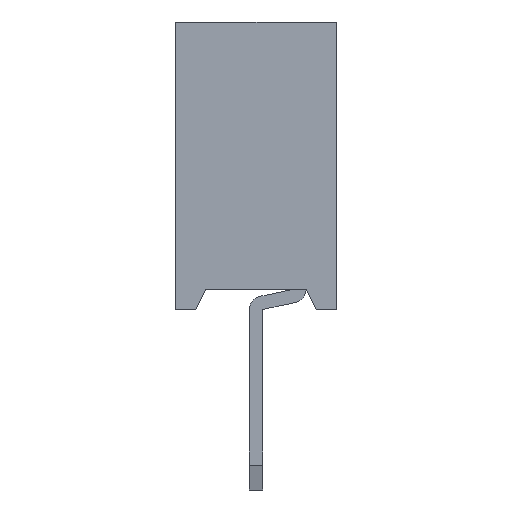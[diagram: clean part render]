
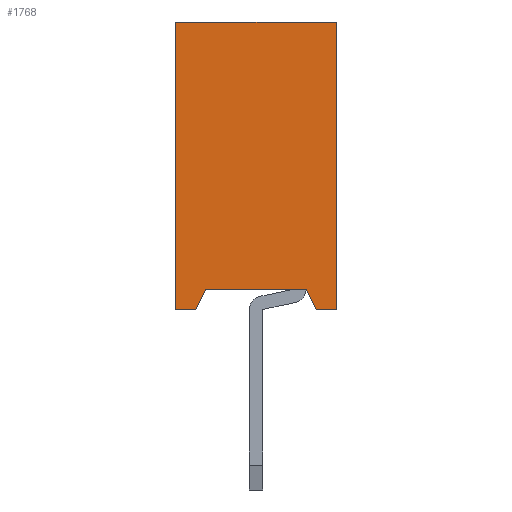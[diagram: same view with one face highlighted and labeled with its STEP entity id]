
A CAD part, left-side view. The second image highlights one B-rep face of the part: STEP entity #1768.
In plain terms, the highlighted planar face has unit normal (-1, 0, 0).
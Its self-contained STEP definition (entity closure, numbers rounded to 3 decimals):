
#1768=ADVANCED_FACE('',(#11966),#11968,.T.);
#11966=FACE_BOUND('',#11967,.T.);
#11967=EDGE_LOOP('',(#19601,#19602,#19603,#19604,#19605,#19606,#19607,#19608));
#11968=PLANE('',#11969);
#11969=AXIS2_PLACEMENT_3D('',#11970,#11971,#11972);
#11970=CARTESIAN_POINT('',(-1.,1.2,0.));
#11971=DIRECTION('',(-1.,0.,0.));
#11972=DIRECTION('',(0.,-1.,0.));
#19601=ORIENTED_EDGE('',*,*,#25406,.T.);
#19602=ORIENTED_EDGE('',*,*,#25111,.T.);
#19603=ORIENTED_EDGE('',*,*,#25407,.T.);
#19604=ORIENTED_EDGE('',*,*,#25408,.T.);
#19605=ORIENTED_EDGE('',*,*,#25409,.T.);
#19606=ORIENTED_EDGE('',*,*,#25410,.F.);
#19607=ORIENTED_EDGE('',*,*,#25411,.F.);
#19608=ORIENTED_EDGE('',*,*,#25373,.T.);
#25111=EDGE_CURVE('',#28244,#28242,#28245,.T.);
#25373=EDGE_CURVE('',#28746,#28744,#28747,.T.);
#25406=EDGE_CURVE('',#28744,#28244,#28786,.F.);
#25407=EDGE_CURVE('',#28242,#28787,#28788,.F.);
#25408=EDGE_CURVE('',#28787,#28789,#28790,.T.);
#25409=EDGE_CURVE('',#28789,#28791,#28792,.T.);
#25410=EDGE_CURVE('',#28793,#28791,#28794,.T.);
#25411=EDGE_CURVE('',#28746,#28793,#28795,.T.);
#28242=VERTEX_POINT('',#33474);
#28244=VERTEX_POINT('',#33478);
#28245=LINE('',#33479,#33480);
#28744=VERTEX_POINT('',#34500);
#28746=VERTEX_POINT('',#34504);
#28747=LINE('',#34505,#34506);
#28786=LINE('',#34610,#34611);
#28787=VERTEX_POINT('',#34613);
#28788=LINE('',#34614,#34615);
#28789=VERTEX_POINT('',#34617);
#28790=LINE('',#34618,#34619);
#28791=VERTEX_POINT('',#34621);
#28792=LINE('',#34622,#34623);
#28793=VERTEX_POINT('',#34625);
#28794=LINE('',#34626,#34627);
#28795=LINE('',#34629,#34630);
#33474=CARTESIAN_POINT('',(-1.,-0.75,0.3));
#33478=CARTESIAN_POINT('',(-1.,0.75,0.3));
#33479=CARTESIAN_POINT('',(-1.,0.75,0.3));
#33480=VECTOR('',#33481,1.);
#33481=DIRECTION('',(0.,-1.,0.));
#34500=CARTESIAN_POINT('',(-1.,0.9,0.));
#34504=CARTESIAN_POINT('',(-1.,1.2,0.));
#34505=CARTESIAN_POINT('',(-1.,1.2,0.));
#34506=VECTOR('',#34507,1.);
#34507=DIRECTION('',(0.,-1.,0.));
#34610=CARTESIAN_POINT('',(-1.,0.75,0.3));
#34611=VECTOR('',#34612,1.);
#34612=DIRECTION('',(0.,0.447,-0.894));
#34613=CARTESIAN_POINT('',(-1.,-0.9,0.));
#34614=CARTESIAN_POINT('',(-1.,-0.9,0.));
#34615=VECTOR('',#34616,1.);
#34616=DIRECTION('',(0.,0.447,0.894));
#34617=CARTESIAN_POINT('',(-1.,-1.2,0.));
#34618=CARTESIAN_POINT('',(-1.,-0.9,0.));
#34619=VECTOR('',#34620,1.);
#34620=DIRECTION('',(0.,-1.,0.));
#34621=CARTESIAN_POINT('',(-1.,-1.2,4.3));
#34622=CARTESIAN_POINT('',(-1.,-1.2,0.));
#34623=VECTOR('',#34624,1.);
#34624=DIRECTION('',(0.,0.,1.));
#34625=CARTESIAN_POINT('',(-1.,1.2,4.3));
#34626=CARTESIAN_POINT('',(-1.,1.2,4.3));
#34627=VECTOR('',#34628,1.);
#34628=DIRECTION('',(0.,-1.,0.));
#34629=CARTESIAN_POINT('',(-1.,1.2,0.));
#34630=VECTOR('',#34631,1.);
#34631=DIRECTION('',(0.,0.,1.));
